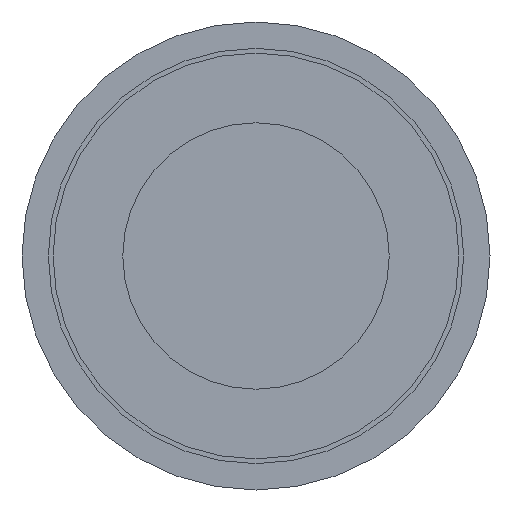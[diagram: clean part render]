
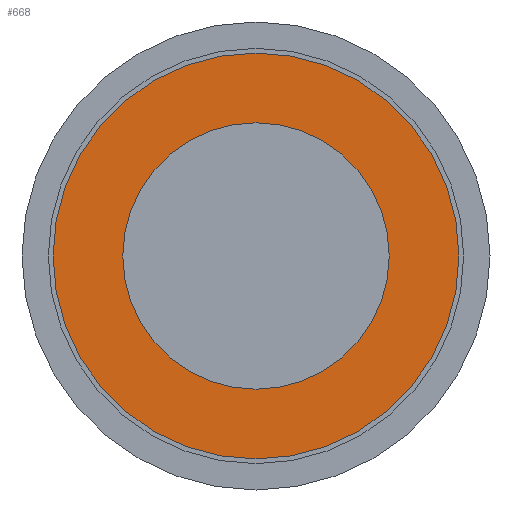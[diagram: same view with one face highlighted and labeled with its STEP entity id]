
A CAD part, front view. The second image highlights one B-rep face of the part: STEP entity #668.
In plain terms, the highlighted planar face has unit normal (0, -1, 0).
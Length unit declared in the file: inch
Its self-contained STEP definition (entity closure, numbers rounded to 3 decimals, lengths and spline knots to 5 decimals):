
#3 = CARTESIAN_POINT ( 'NONE',  ( 0., -0.309, 4.0975 ) ) ;
#69 = AXIS2_PLACEMENT_3D ( 'NONE', #698, #628, #996 ) ;
#77 = VERTEX_POINT ( 'NONE', #3 ) ;
#123 = EDGE_CURVE ( 'NONE', #451, #77, #417, .T. ) ;
#217 = CARTESIAN_POINT ( 'NONE',  ( 0., -0.309, 0. ) ) ;
#255 = AXIS2_PLACEMENT_3D ( 'NONE', #331, #567, #479 ) ;
#269 = CARTESIAN_POINT ( 'NONE',  ( -2.69, -0.309, 0. ) ) ;
#270 = ORIENTED_EDGE ( 'NONE', *, *, #1069, .F. ) ;
#274 = AXIS2_PLACEMENT_3D ( 'NONE', #217, #667, #565 ) ;
#331 = CARTESIAN_POINT ( 'NONE',  ( 0., -0.309, 0. ) ) ;
#346 = EDGE_LOOP ( 'NONE', ( #270, #1170 ) ) ;
#359 = FACE_OUTER_BOUND ( 'NONE', #1079, .T. ) ;
#374 = EDGE_CURVE ( 'NONE', #1188, #851, #593, .T. ) ;
#410 = ORIENTED_EDGE ( 'NONE', *, *, #1025, .F. ) ;
#417 = CIRCLE ( 'NONE', #1088, 4.0975 ) ;
#430 = ORIENTED_EDGE ( 'NONE', *, *, #123, .F. ) ;
#451 = VERTEX_POINT ( 'NONE', #514 ) ;
#479 = DIRECTION ( 'NONE',  ( 0., 0., -1. ) ) ;
#514 = CARTESIAN_POINT ( 'NONE',  ( 0., -0.309, -4.0975 ) ) ;
#543 = DIRECTION ( 'NONE',  ( 0., 0., 1. ) ) ;
#552 = CARTESIAN_POINT ( 'NONE',  ( 0., -0.309, -2.69 ) ) ;
#565 = DIRECTION ( 'NONE',  ( 0., 0., 1. ) ) ;
#567 = DIRECTION ( 'NONE',  ( 0., -1., 0. ) ) ;
#577 = CARTESIAN_POINT ( 'NONE',  ( 0., -0.309, 0. ) ) ;
#593 = CIRCLE ( 'NONE', #69, 2.69 ) ;
#604 = CIRCLE ( 'NONE', #274, 4.0975 ) ;
#628 = DIRECTION ( 'NONE',  ( 0., -1., 0. ) ) ;
#667 = DIRECTION ( 'NONE',  ( 0., 1., 0. ) ) ;
#668 = ADVANCED_FACE ( 'NONE', ( #359, #726 ), #898, .F. ) ;
#698 = CARTESIAN_POINT ( 'NONE',  ( 0., -0.309, 0. ) ) ;
#726 = FACE_BOUND ( 'NONE', #346, .T. ) ;
#768 = CIRCLE ( 'NONE', #255, 2.69 ) ;
#851 = VERTEX_POINT ( 'NONE', #552 ) ;
#898 = PLANE ( 'NONE',  #1058 ) ;
#944 = DIRECTION ( 'NONE',  ( 0., 0., 1. ) ) ;
#996 = DIRECTION ( 'NONE',  ( 0., 0., -1. ) ) ;
#1009 = DIRECTION ( 'NONE',  ( 0., 1., 0. ) ) ;
#1025 = EDGE_CURVE ( 'NONE', #77, #451, #604, .T. ) ;
#1058 = AXIS2_PLACEMENT_3D ( 'NONE', #269, #1009, #543 ) ;
#1069 = EDGE_CURVE ( 'NONE', #851, #1188, #768, .T. ) ;
#1079 = EDGE_LOOP ( 'NONE', ( #410, #430 ) ) ;
#1088 = AXIS2_PLACEMENT_3D ( 'NONE', #577, #1136, #944 ) ;
#1136 = DIRECTION ( 'NONE',  ( 0., 1., 0. ) ) ;
#1170 = ORIENTED_EDGE ( 'NONE', *, *, #374, .F. ) ;
#1188 = VERTEX_POINT ( 'NONE', #1193 ) ;
#1193 = CARTESIAN_POINT ( 'NONE',  ( 0., -0.309, 2.69 ) ) ;
